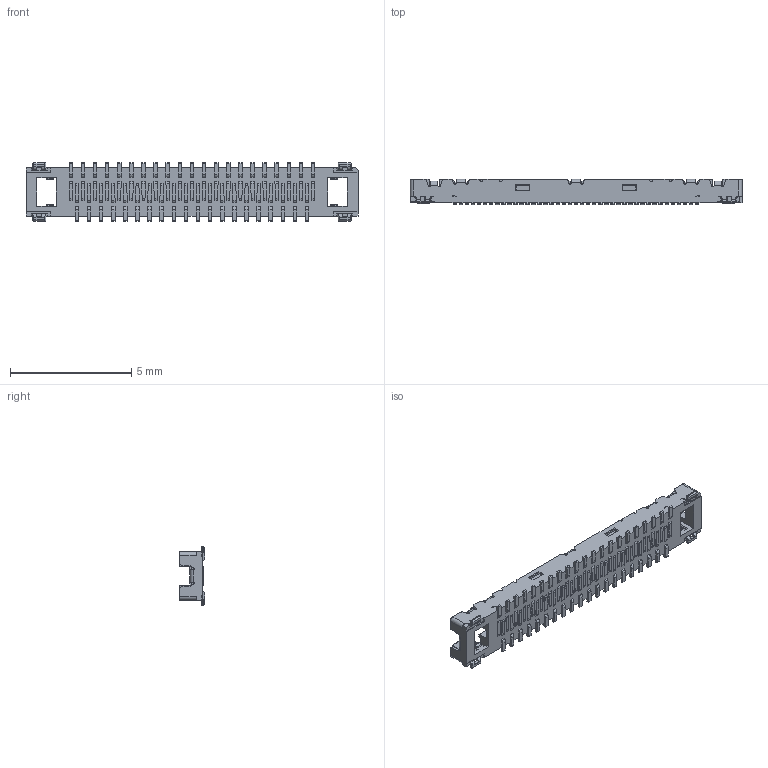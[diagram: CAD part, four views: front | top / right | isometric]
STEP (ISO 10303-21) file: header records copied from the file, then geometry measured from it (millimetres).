
FILE_DESCRIPTION (( 'STEP AP214' ), '1' );
FILE_NAME ('20533-040EC RECE ASS''Y STEP R4 ALL.STEP', '2014-03-06T09:43:13', ( '' ), ( '' ), 'SwSTEP 2.0', 'SolidWorks 2012', '' );
FILE_SCHEMA (( 'AUTOMOTIVE_DESIGN' ));
Length unit declared in the file: millimetre
Products named in the file (1): 20533-040EC RECE ASS''Y STEP R4 ALL
Bounding box: 13.7 x 1.04 x 2.4 mm (x, y, z)
Volume: 14.2 mm3; surface area: 109.2 mm2
Topology: 1 solids, 5 shells, 1327 faces, 3612 edges, 2296 vertices
Faces by surface type: plane 1021, cylinder 276, cone 14, torus 8, sphere 8
Entity records: 41049 total; most frequent: CARTESIAN_POINT 7373, ORIENTED_EDGE 7160, DIRECTION 6788, EDGE_CURVE 3580, VECTOR 2932, LINE 2932, VERTEX_POINT 2288, AXIS2_PLACEMENT_3D 1928
